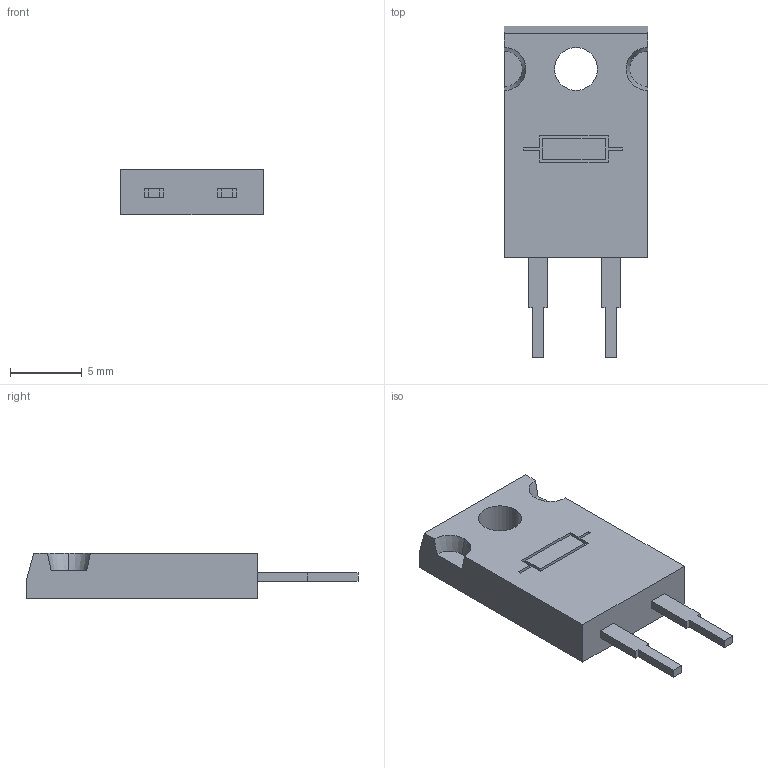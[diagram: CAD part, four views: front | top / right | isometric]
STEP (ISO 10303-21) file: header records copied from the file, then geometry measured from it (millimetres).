
FILE_DESCRIPTION (( 'STEP AP214' ), '1' );
FILE_NAME ('User Library-TO220 TO PIN.STEP', '2018-10-29T22:38:23', ( '' ), ( '' ), 'SwSTEP 2.0', 'SolidWorks 2018', '' );
FILE_SCHEMA (( 'AUTOMOTIVE_DESIGN' ));
Length unit declared in the file: millimetre
Products named in the file (1): User Library-TO220 TO PIN
Bounding box: 10 x 23.2 x 3.2 mm (x, y, z)
Volume: 490.6 mm3; surface area: 556 mm2
Topology: 1 solids, 1 shells, 54 faces, 144 edges, 96 vertices
Faces by surface type: plane 49, cone 3, cylinder 2
Entity records: 1861 total; most frequent: CARTESIAN_POINT 295, ORIENTED_EDGE 288, DIRECTION 264, EDGE_CURVE 144, VECTOR 134, LINE 134, VERTEX_POINT 96, AXIS2_PLACEMENT_3D 65
